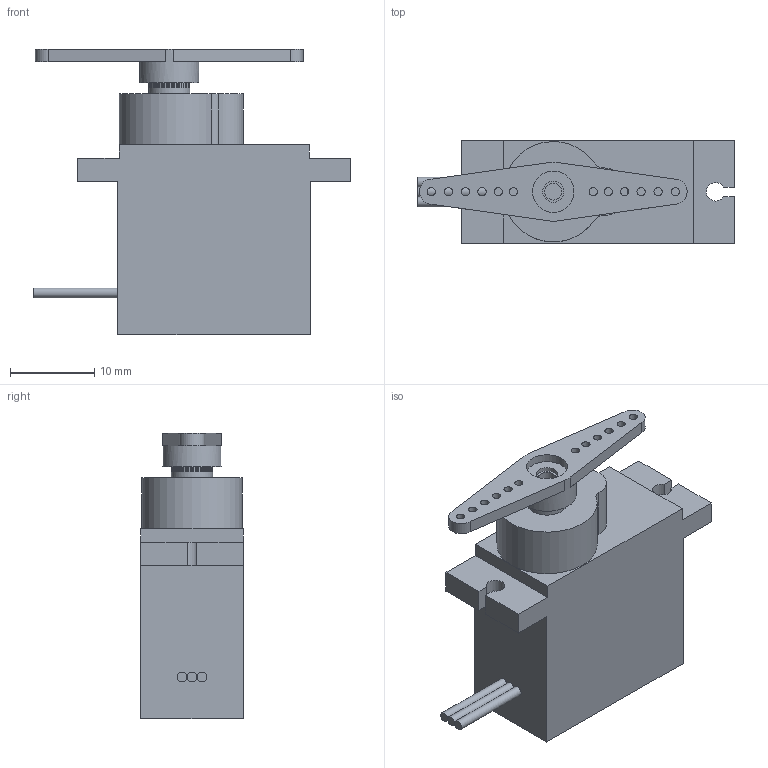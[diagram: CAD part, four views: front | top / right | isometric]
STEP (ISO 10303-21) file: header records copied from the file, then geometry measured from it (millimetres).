
FILE_DESCRIPTION(/* description */ (''),/* implementation_level */ '2;1');
FILE_NAME(/* name */ 'Ensamble motor SG90 v4.step',/* time_stamp */ '2025-07-14T23:13:31-05:00',/* author */ (''),/* organization */ (''),/* preprocessor_version */ 'ST-DEVELOPER v20.1',/* originating_system */ 'Autodesk Translation Framework v14.10.0.0',/* authorisation */ '');
FILE_SCHEMA (('AUTOMOTIVE_DESIGN { 1 0 10303 214 3 1 1 }'));
Length unit declared in the file: millimetre
Products named in the file (3): Ensamble motor SG90; SERVO_MG905; SERVO_HORN
Assembly tree (2 placements, depth 2):
  Ensamble motor SG90
    SERVO_MG905
    SERVO_HORN
Bounding box: 37.59 x 12.18 x 33.9 mm (x, y, z)
Volume: 7641.7 mm3; surface area: 3479.1 mm2
Topology: 2 solids, 2 shells, 215 faces, 611 edges, 407 vertices
Faces by surface type: plane 186, cylinder 29
Full cylindrical faces by diameter (mm): 0.98 x12, 1.15 x3, 2 x1, 2.5 x1, 4.9 x2, 5 x1, 7 x1
Entity records: 7137 total; most frequent: CARTESIAN_POINT 1238, ORIENTED_EDGE 1222, DIRECTION 1214, EDGE_CURVE 611, LINE 448, VECTOR 448, VERTEX_POINT 407, AXIS2_PLACEMENT_3D 383
